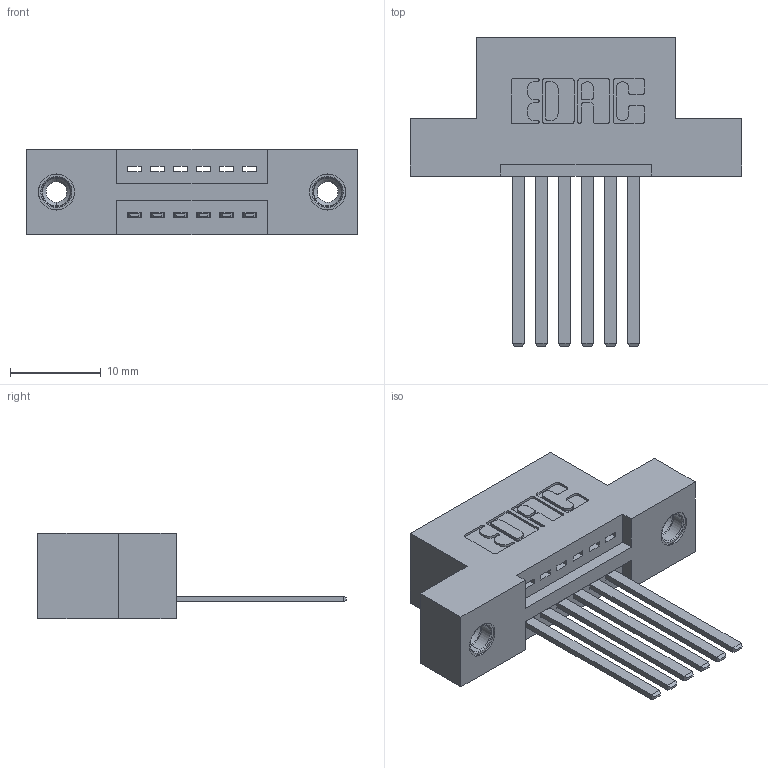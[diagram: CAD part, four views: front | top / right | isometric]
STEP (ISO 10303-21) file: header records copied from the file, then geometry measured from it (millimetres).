
FILE_DESCRIPTION (( 'STEP AP203' ), '1' );
FILE_NAME ('345-006-544-108.STEP', '2019-10-03T16:12:11', ( '' ), ( '' ), 'SwSTEP 2.0', 'SolidWorks 2016', '' );
FILE_SCHEMA (( 'CONFIG_CONTROL_DESIGN' ));
Length unit declared in the file: inch
Products named in the file (4): 345-250-001_345-250-003-102; 345 Part_Flush Mounting Lugs - 0.156 Dia-TI; 345-006-544-108; 345-292-001_345-293-144
Assembly tree (9 placements, depth 2):
  345-006-544-108
    345 Part_Flush Mounting Lugs - 0.156 Dia-TI
    345-292-001_345-293-144  x6
    345-250-001_345-250-003-102  x2
Bounding box: 36.45 x 33.96 x 9.4 mm (x, y, z)
Volume: 3230 mm3; surface area: 4030.9 mm2
Topology: 9 solids, 9 shells, 498 faces, 1425 edges, 934 vertices
Faces by surface type: plane 328, cylinder 154, cone 12, torus 4
Entity records: 10364 total; most frequent: CARTESIAN_POINT 1777, ORIENTED_EDGE 1710, DIRECTION 1629, EDGE_CURVE 855, LINE 683, VECTOR 683, VERTEX_POINT 564, AXIS2_PLACEMENT_3D 473
